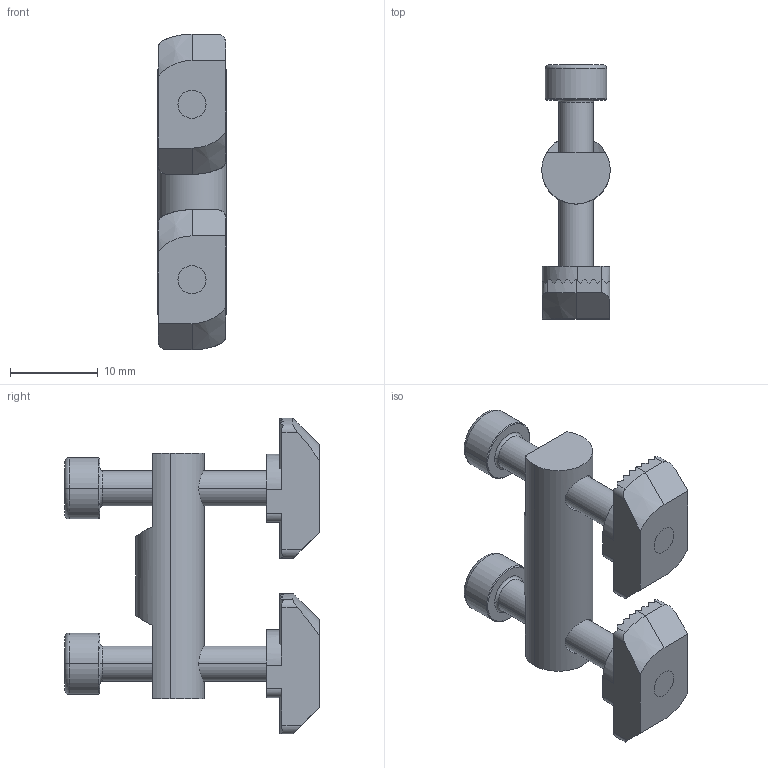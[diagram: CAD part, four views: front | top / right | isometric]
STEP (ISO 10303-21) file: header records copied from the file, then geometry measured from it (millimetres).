
FILE_DESCRIPTION (( 'STEP AP214' ), '1' );
FILE_NAME ('099c301.STEP', '2014-08-21T06:54:41', ( '' ), ( '' ), 'SwSTEP 2.0', 'SolidWorks 2014', '' );
FILE_SCHEMA (( 'AUTOMOTIVE_DESIGN' ));
Length unit declared in the file: millimetre
Products named in the file (4): 099c301; m4x25i_ohne Gewinde; 096h08415_096 h08 4 15; 099c301r01_099 c 30 r01
Assembly tree (5 placements, depth 2):
  099c301
    099c301r01_099 c 30 r01
    096h08415_096 h08 4 15  x2
    m4x25i_ohne Gewinde  x2
Bounding box: 7.8 x 29 x 36 mm (x, y, z)
Volume: 2861 mm3; surface area: 2854.6 mm2
Topology: 5 solids, 5 shells, 209 faces, 565 edges, 370 vertices
Faces by surface type: plane 108, cylinder 81, cone 12, torus 8
Entity records: 4131 total; most frequent: CARTESIAN_POINT 1285, ORIENTED_EDGE 598, DIRECTION 499, EDGE_CURVE 299, VERTEX_POINT 196, AXIS2_PLACEMENT_3D 174, LINE 151, VECTOR 151
